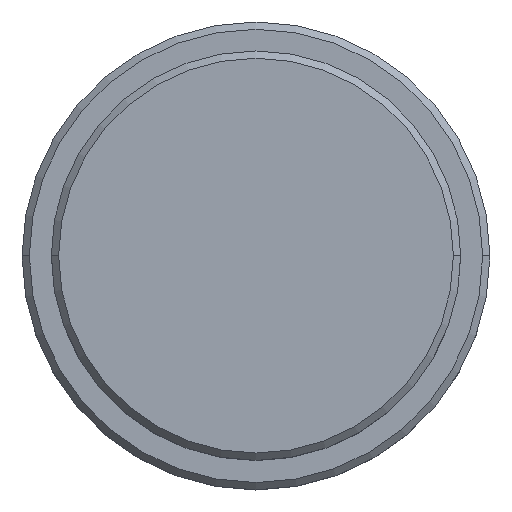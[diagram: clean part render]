
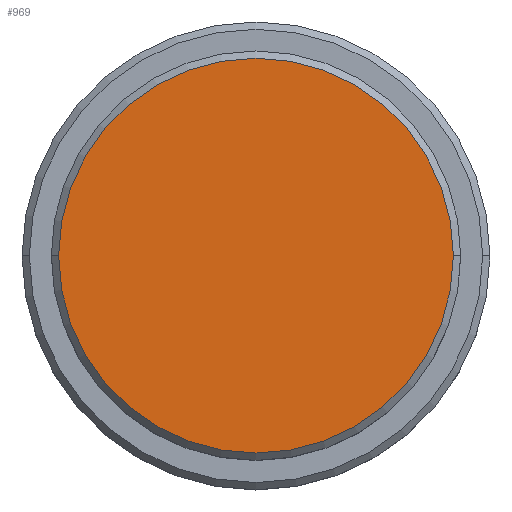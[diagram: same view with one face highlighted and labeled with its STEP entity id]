
A CAD part, top view. The second image highlights one B-rep face of the part: STEP entity #969.
In plain terms, the highlighted planar face has unit normal (0, 0, 1).
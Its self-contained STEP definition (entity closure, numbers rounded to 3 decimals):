
#55 = CARTESIAN_POINT ( 'NONE',  ( 0., 0., 0. ) ) ;
#84 = DIRECTION ( 'NONE',  ( 0., 0., 1. ) ) ;
#95 = VERTEX_POINT ( 'NONE', #899 ) ;
#157 = DIRECTION ( 'NONE',  ( 0., 0., 1. ) ) ;
#172 = CARTESIAN_POINT ( 'NONE',  ( 0., 0., 0. ) ) ;
#189 = FACE_OUTER_BOUND ( 'NONE', #1308, .T. ) ;
#211 = CARTESIAN_POINT ( 'NONE',  ( 13.5, 0., 0. ) ) ;
#247 = AXIS2_PLACEMENT_3D ( 'NONE', #172, #945, #970 ) ;
#278 = DIRECTION ( 'NONE',  ( 1., 0., 0. ) ) ;
#368 = EDGE_CURVE ( 'NONE', #1304, #95, #751, .T. ) ;
#381 = AXIS2_PLACEMENT_3D ( 'NONE', #744, #84, #1395 ) ;
#538 = AXIS2_PLACEMENT_3D ( 'NONE', #55, #157, #278 ) ;
#548 = EDGE_CURVE ( 'NONE', #95, #1304, #868, .T. ) ;
#744 = CARTESIAN_POINT ( 'NONE',  ( 0., 0., 0. ) ) ;
#751 = CIRCLE ( 'NONE', #538, 13.5 ) ;
#801 = ORIENTED_EDGE ( 'NONE', *, *, #368, .T. ) ;
#828 = PLANE ( 'NONE',  #247 ) ;
#868 = CIRCLE ( 'NONE', #381, 13.5 ) ;
#899 = CARTESIAN_POINT ( 'NONE',  ( -13.5, 0., 0. ) ) ;
#945 = DIRECTION ( 'NONE',  ( 0., 0., 1. ) ) ;
#957 = ORIENTED_EDGE ( 'NONE', *, *, #548, .T. ) ;
#969 = ADVANCED_FACE ( 'NONE', ( #189 ), #828, .T. ) ;
#970 = DIRECTION ( 'NONE',  ( 1., 0., 0. ) ) ;
#1304 = VERTEX_POINT ( 'NONE', #211 ) ;
#1308 = EDGE_LOOP ( 'NONE', ( #957, #801 ) ) ;
#1395 = DIRECTION ( 'NONE',  ( 1., 0., 0. ) ) ;
